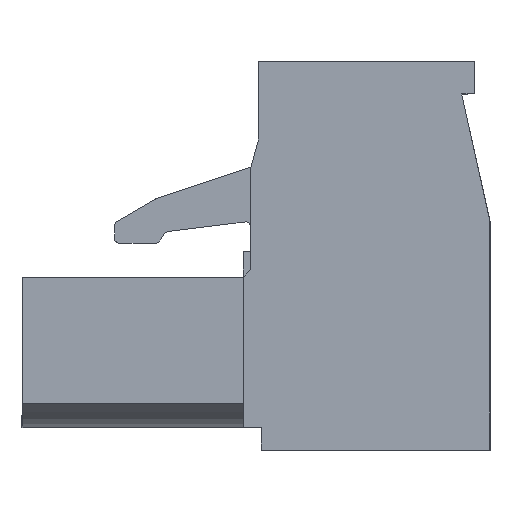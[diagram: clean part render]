
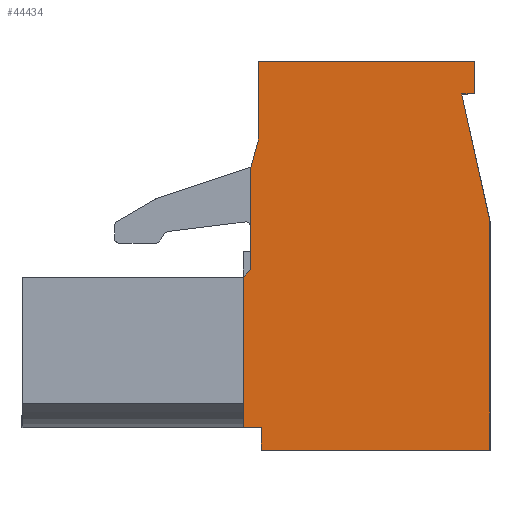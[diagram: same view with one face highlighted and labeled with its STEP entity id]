
A CAD part, left-side view. The second image highlights one B-rep face of the part: STEP entity #44434.
In plain terms, the highlighted planar face has unit normal (-1, 0, 0).
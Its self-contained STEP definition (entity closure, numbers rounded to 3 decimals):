
#7911=ORIENTED_EDGE('',*,*,#17124,.F.);
#7912=ORIENTED_EDGE('',*,*,#15259,.F.);
#7913=ORIENTED_EDGE('',*,*,#16163,.F.);
#7914=ORIENTED_EDGE('',*,*,#14672,.F.);
#7915=ORIENTED_EDGE('',*,*,#16149,.F.);
#7916=ORIENTED_EDGE('',*,*,#15321,.F.);
#7917=ORIENTED_EDGE('',*,*,#14804,.F.);
#7918=ORIENTED_EDGE('',*,*,#16150,.F.);
#7919=ORIENTED_EDGE('',*,*,#14584,.F.);
#7920=ORIENTED_EDGE('',*,*,#16154,.F.);
#7921=ORIENTED_EDGE('',*,*,#16157,.F.);
#7922=ORIENTED_EDGE('',*,*,#13646,.F.);
#7923=ORIENTED_EDGE('',*,*,#16194,.F.);
#13646=EDGE_CURVE('',#19907,#19908,#24037,.T.);
#14584=EDGE_CURVE('',#20724,#20725,#24894,.T.);
#14672=EDGE_CURVE('',#20812,#20813,#24982,.T.);
#14804=EDGE_CURVE('',#20924,#20925,#25113,.T.);
#15259=EDGE_CURVE('',#21357,#21358,#25483,.T.);
#15321=EDGE_CURVE('',#20925,#21411,#25544,.T.);
#16149=EDGE_CURVE('',#21411,#20812,#26291,.T.);
#16150=EDGE_CURVE('',#20725,#20924,#26292,.T.);
#16154=EDGE_CURVE('',#21991,#20724,#26296,.T.);
#16157=EDGE_CURVE('',#19908,#21991,#26299,.T.);
#16163=EDGE_CURVE('',#20813,#21357,#26305,.T.);
#16194=EDGE_CURVE('',#22003,#19907,#26334,.T.);
#17124=EDGE_CURVE('',#21358,#22003,#27140,.T.);
#19907=VERTEX_POINT('',#60524);
#19908=VERTEX_POINT('',#60526);
#20724=VERTEX_POINT('',#62403);
#20725=VERTEX_POINT('',#62405);
#20812=VERTEX_POINT('',#62580);
#20813=VERTEX_POINT('',#62582);
#20924=VERTEX_POINT('',#62825);
#20925=VERTEX_POINT('',#62827);
#21357=VERTEX_POINT('',#63718);
#21358=VERTEX_POINT('',#63720);
#21411=VERTEX_POINT('',#63844);
#21991=VERTEX_POINT('',#65462);
#22003=VERTEX_POINT('',#65540);
#24037=LINE('',#60525,#29745);
#24894=LINE('',#62404,#30602);
#24982=LINE('',#62581,#30690);
#25113=LINE('',#62826,#30821);
#25483=LINE('',#63719,#31191);
#25544=LINE('',#63843,#31252);
#26291=LINE('',#65452,#31999);
#26292=LINE('',#65454,#32000);
#26296=LINE('',#65463,#32004);
#26299=LINE('',#65468,#32007);
#26305=LINE('',#65477,#32013);
#26334=LINE('',#65541,#32042);
#27140=LINE('',#67580,#32848);
#29745=VECTOR('',#48835,1000.);
#30602=VECTOR('',#50102,1000.);
#30690=VECTOR('',#50192,1000.);
#30821=VECTOR('',#50327,1000.);
#31191=VECTOR('',#50877,1000.);
#31252=VECTOR('',#50958,1000.);
#31999=VECTOR('',#52275,1000.);
#32000=VECTOR('',#52278,1000.);
#32004=VECTOR('',#52284,1000.);
#32007=VECTOR('',#52289,1000.);
#32013=VECTOR('',#52299,1000.);
#32042=VECTOR('',#52378,1000.);
#32848=VECTOR('',#55058,1000.);
#36982=EDGE_LOOP('',(#7911,#7912,#7913,#7914,#7915,#7916,#7917,#7918,#7919,
#7920,#7921,#7922,#7923));
#39811=FACE_BOUND('',#36982,.T.);
#42150=PLANE('',#47451);
#44434=ADVANCED_FACE('',(#39811),#42150,.F.);
#47451=AXIS2_PLACEMENT_3D('',#67714,#55220,#55221);
#48835=DIRECTION('',(0.,0.,1.));
#50102=DIRECTION('',(0.,-1.,0.));
#50192=DIRECTION('',(0.,1.,0.));
#50327=DIRECTION('',(0.,1.,0.));
#50877=DIRECTION('',(0.,1.,0.));
#50958=DIRECTION('',(0.,-0.217,-0.976));
#52275=DIRECTION('',(0.,0.,-1.));
#52278=DIRECTION('',(0.,0.,-1.));
#52284=DIRECTION('',(0.,0.,1.));
#52289=DIRECTION('',(0.,-0.263,0.965));
#52299=DIRECTION('',(0.,0.,1.));
#52378=DIRECTION('',(0.,-0.707,0.707));
#55058=DIRECTION('',(0.,0.,1.));
#55220=DIRECTION('',(1.,0.,0.));
#55221=DIRECTION('',(0.,0.,-1.));
#60524=CARTESIAN_POINT('',(-53.44,4.85,2.575));
#60525=CARTESIAN_POINT('',(-53.44,4.85,6.55));
#60526=CARTESIAN_POINT('',(-53.44,4.85,6.55));
#62403=CARTESIAN_POINT('',(-53.44,4.55,10.65));
#62404=CARTESIAN_POINT('',(-53.44,-3.85,10.65));
#62405=CARTESIAN_POINT('',(-53.44,-3.85,10.65));
#62580=CARTESIAN_POINT('',(-53.44,-4.45,-4.45));
#62581=CARTESIAN_POINT('',(-53.44,4.45,-4.45));
#62582=CARTESIAN_POINT('',(-53.44,4.45,-4.45));
#62825=CARTESIAN_POINT('',(-53.44,-3.85,9.4));
#62826=CARTESIAN_POINT('',(-53.44,-3.35,9.4));
#62827=CARTESIAN_POINT('',(-53.44,-3.35,9.4));
#63718=CARTESIAN_POINT('',(-53.44,4.45,-3.575));
#63719=CARTESIAN_POINT('',(-53.44,5.15,-3.575));
#63720=CARTESIAN_POINT('',(-53.44,5.15,-3.575));
#63843=CARTESIAN_POINT('',(-53.44,-3.35,9.4));
#63844=CARTESIAN_POINT('',(-53.44,-4.45,4.45));
#65452=CARTESIAN_POINT('',(-53.44,-4.45,-4.45));
#65454=CARTESIAN_POINT('',(-53.44,-3.85,9.4));
#65462=CARTESIAN_POINT('',(-53.44,4.55,7.65));
#65463=CARTESIAN_POINT('',(-53.44,4.55,10.65));
#65468=CARTESIAN_POINT('',(-53.44,4.55,7.65));
#65477=CARTESIAN_POINT('',(-53.44,4.45,-3.575));
#65540=CARTESIAN_POINT('',(-53.44,5.15,2.275));
#65541=CARTESIAN_POINT('',(-53.44,5.15,2.275));
#67580=CARTESIAN_POINT('',(-53.44,5.15,2.275));
#67714=CARTESIAN_POINT('',(-53.44,0.,0.));
